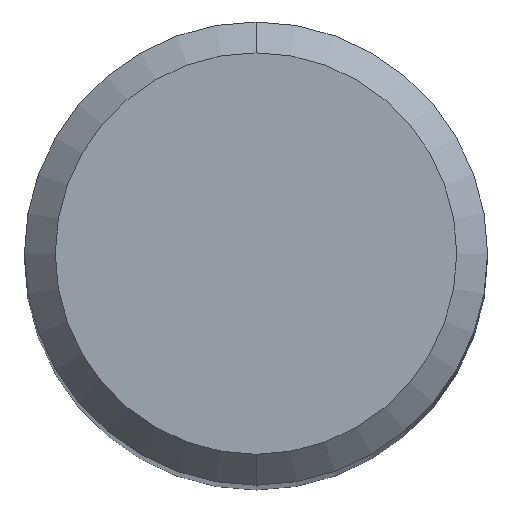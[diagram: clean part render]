
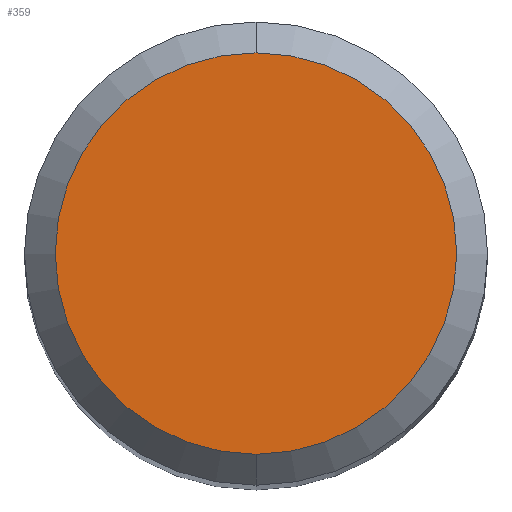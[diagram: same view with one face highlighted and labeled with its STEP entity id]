
A CAD part, top view. The second image highlights one B-rep face of the part: STEP entity #359.
In plain terms, the highlighted planar face has unit normal (0, 0, 1).
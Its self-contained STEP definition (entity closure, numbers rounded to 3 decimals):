
#331=VERTEX_POINT('',#825);
#359=ADVANCED_FACE('',(#855),#856,.T.);
#399=VERTEX_POINT('',#898);
#421=EDGE_CURVE('',#331,#399,#923,.T.);
#625=EDGE_CURVE('',#399,#331,#1150,.T.);
#825=CARTESIAN_POINT('',(0.,-2.6,0.0));
#855=FACE_OUTER_BOUND('',#1809,.T.);
#856=PLANE('',#1810);
#898=CARTESIAN_POINT('',(0.0,2.6,0.0));
#923=CIRCLE('',#2130,2.6);
#1150=CIRCLE('',#3809,2.6);
#1809=EDGE_LOOP('',(#5159,#5160));
#1810=AXIS2_PLACEMENT_3D('',#5161,#5162,#5163);
#2130=AXIS2_PLACEMENT_3D('',#5233,#5234,#5235);
#3809=AXIS2_PLACEMENT_3D('',#5535,#5536,#5537);
#5159=ORIENTED_EDGE('',*,*,#625,.F.);
#5160=ORIENTED_EDGE('',*,*,#421,.F.);
#5161=CARTESIAN_POINT('',(0.0,1.3,0.0));
#5162=DIRECTION('',(-0.0,0.0,1.0));
#5163=DIRECTION('',(0.0,-1.0,0.0));
#5233=CARTESIAN_POINT('',(0.0,0.0,0.0));
#5234=DIRECTION('',(0.0,0.0,-1.0));
#5235=DIRECTION('',(0.0,1.0,0.0));
#5535=CARTESIAN_POINT('',(0.0,0.0,0.0));
#5536=DIRECTION('',(0.0,0.0,-1.0));
#5537=DIRECTION('',(0.0,1.0,0.0));
